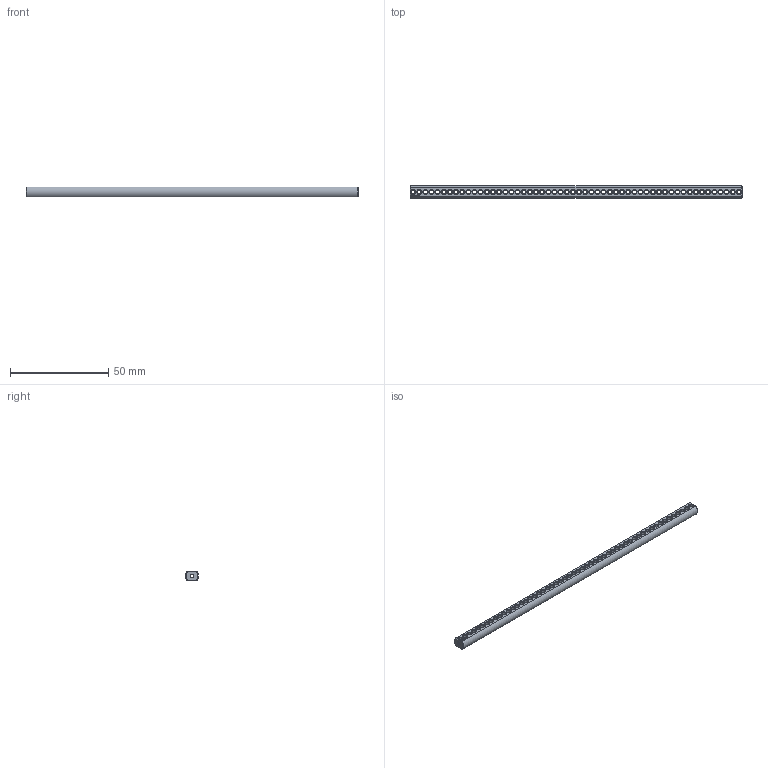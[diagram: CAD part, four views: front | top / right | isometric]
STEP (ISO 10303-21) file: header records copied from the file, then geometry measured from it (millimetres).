
FILE_DESCRIPTION(('FreeCAD Model'),'2;1');
FILE_NAME('Open CASCADE Shape Model','2024-06-18T14:09:15',(''),(''), 'Open CASCADE STEP processor 7.6','FreeCAD','Unknown');
FILE_SCHEMA(('AUTOMOTIVE_DESIGN { 1 0 10303 214 1 1 1 1 }'));
Length unit declared in the file: millimetre
Products named in the file (1): Shaft IDX BU13.50 - SPN-SFT-0174 (stemfie.org)
Bounding box: 168.75 x 6.6 x 5 mm (x, y, z)
Volume: 3851.1 mm3; surface area: 4862 mm2
Topology: 1 solids, 1 shells, 708 faces, 2140 edges, 1352 vertices
Faces by surface type: plane 327, cylinder 165, cone 112, extrusion 104
Full cylindrical faces by diameter (mm): 2 x163
Entity records: 24532 total; most frequent: CARTESIAN_POINT 4825, ORIENTED_EDGE 4280, DIRECTION 3920, EDGE_CURVE 2140, VECTOR 1362, VERTEX_POINT 1352, AXIS2_PLACEMENT_3D 1279, LINE 1258
